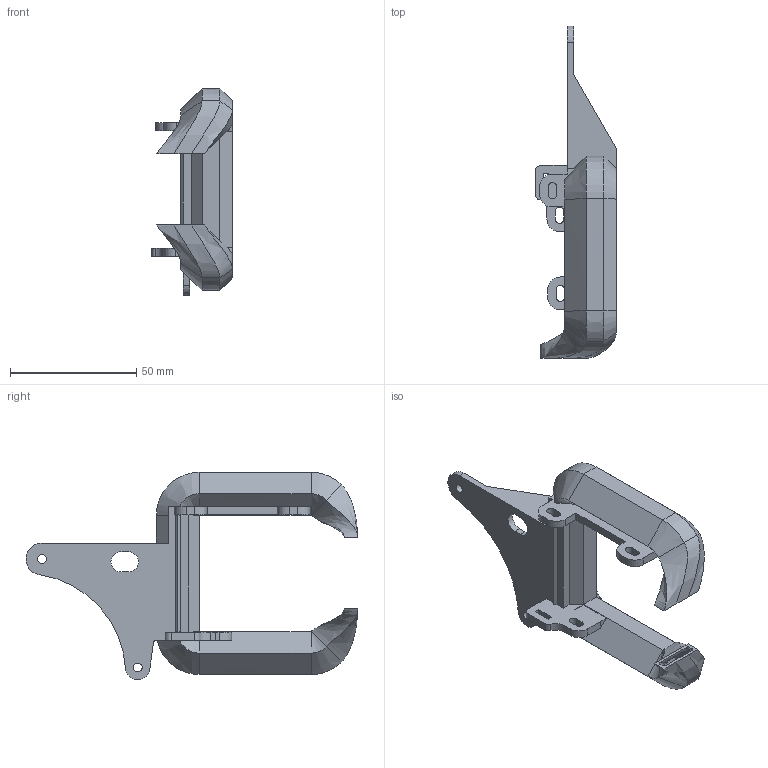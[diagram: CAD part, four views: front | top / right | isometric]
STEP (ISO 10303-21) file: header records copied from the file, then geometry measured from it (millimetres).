
FILE_DESCRIPTION(('STEP AP242'), '1');
FILE_NAME('MOTH Duct', '2022-01-15T23:07:46', ('鎢馯鳻麃'), (''), 'C3D Converter', 'C3D Toolkit', '');
FILE_SCHEMA(('AP242_MANAGED_MODEL_BASED_3D_ENGINEERING_MIM_LF { 1 0 10303 442 1 1 4 }'));
Length unit declared in the file: millimetre
Bounding box: 32.05 x 131.64 x 82.25 mm (x, y, z)
Volume: 17618.7 mm3; surface area: 29556.1 mm2
Topology: 1 solids, 1 shells, 209 faces, 558 edges, 342 vertices
Faces by surface type: bspline 109, plane 78, cylinder 22
Full cylindrical faces by diameter (mm): 3.5 x2
Entity records: 14069 total; most frequent: CARTESIAN_POINT 7870, ORIENTED_EDGE 1096, DIRECTION 612, EDGE_CURVE 548, VERTEX_POINT 342, LINE 322, VECTOR 322, EDGE_LOOP 230
